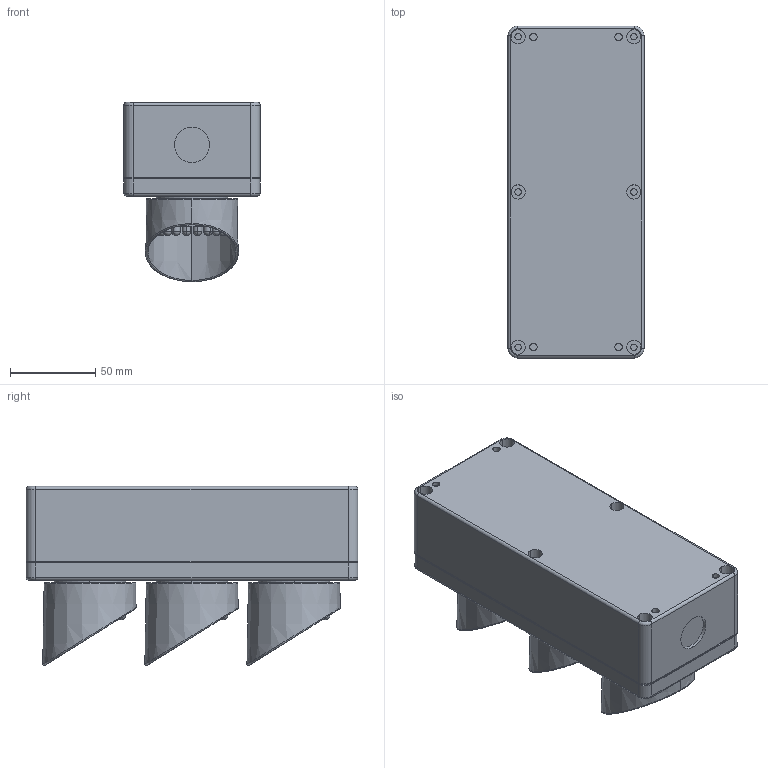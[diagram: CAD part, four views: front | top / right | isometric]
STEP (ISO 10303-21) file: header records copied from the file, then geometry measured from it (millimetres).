
FILE_DESCRIPTION((''),'2;1');
FILE_NAME('151178_SM01_ASM','2025-08-21T11:53:53',('banengservice'),('BANNER ENGINEERING'),'CREO PARAMETRIC BY PTC INC, 2022414','CREO PARAMETRIC BY PTC INC, 2022414','');
FILE_SCHEMA(('CONFIG_CONTROL_DESIGN'));
Length unit declared in the file: millimetre
Products named in the file (2): 151178_EP01; 151178_SM01_ASM
Assembly tree (1 placements, depth 2):
  151178_SM01_ASM
    151178_EP01
Bounding box: 80 x 195 x 105.36 mm (x, y, z)
Volume: 971530 mm3; surface area: 118249.9 mm2
Topology: 1 solids, 1 shells, 515 faces, 1214 edges, 696 vertices
Faces by surface type: cylinder 204, plane 135, sphere 108, torus 50, cone 12, bspline 6
Entity records: 15523 total; most frequent: CARTESIAN_POINT 3730, DIRECTION 2744, ORIENTED_EDGE 2212, AXIS2_PLACEMENT_3D 1138, EDGE_CURVE 1106, VERTEX_POINT 696, CIRCLE 626, EDGE_LOOP 618
